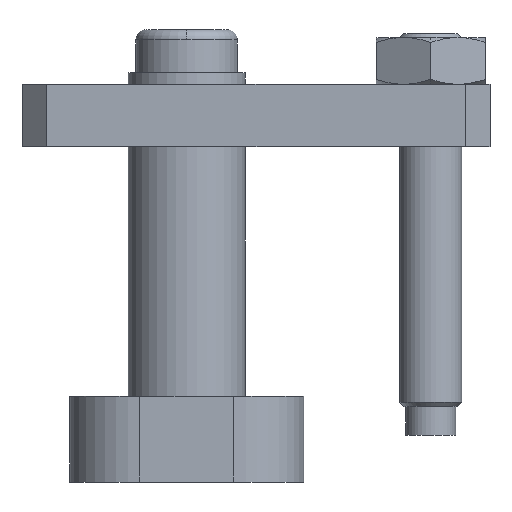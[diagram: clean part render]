
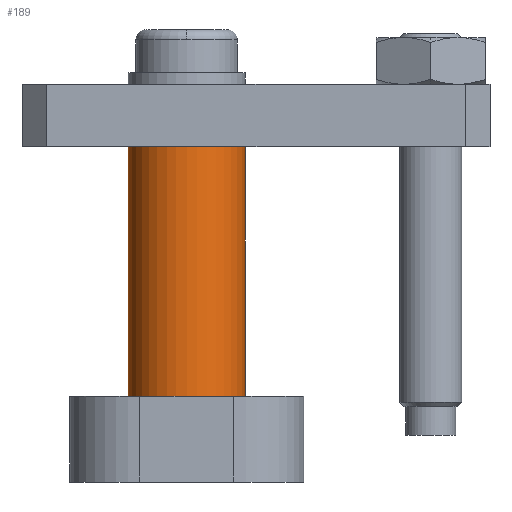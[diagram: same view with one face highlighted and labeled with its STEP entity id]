
A CAD part, top view. The second image highlights one B-rep face of the part: STEP entity #189.
In plain terms, the highlighted cylindrical face has radius 7.5 mm (diameter 15 mm), a partial arc.
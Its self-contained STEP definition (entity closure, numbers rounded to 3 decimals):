
#189=ADVANCED_FACE('',(#465),#466,.T.);
#465=FACE_OUTER_BOUND('',#846,.T.);
#466=CYLINDRICAL_SURFACE('',#847,7.5);
#846=EDGE_LOOP('',(#1322,#1323,#1324,#1325));
#847=AXIS2_PLACEMENT_3D('',#1326,#1327,#1328);
#1322=ORIENTED_EDGE('',*,*,#2138,.T.);
#1323=ORIENTED_EDGE('',*,*,#2151,.F.);
#1324=ORIENTED_EDGE('',*,*,#2140,.T.);
#1325=ORIENTED_EDGE('',*,*,#2152,.F.);
#1326=CARTESIAN_POINT('',(21.1,-16.0,0.0));
#1327=DIRECTION('',(-0.0,1.0,0.0));
#1328=DIRECTION('',(1.0,0.0,0.0));
#2138=EDGE_CURVE('',#2530,#2531,#2532,.T.);
#2140=EDGE_CURVE('',#2535,#2533,#2536,.T.);
#2151=EDGE_CURVE('',#2535,#2531,#2551,.T.);
#2152=EDGE_CURVE('',#2530,#2533,#2552,.T.);
#2530=VERTEX_POINT('',#3083);
#2531=VERTEX_POINT('',#3084);
#2532=LINE('',#3085,#3086);
#2533=VERTEX_POINT('',#3087);
#2535=VERTEX_POINT('',#3089);
#2536=LINE('',#3090,#3091);
#2551=CIRCLE('',#3108,7.5);
#2552=CIRCLE('',#3109,7.5);
#3083=CARTESIAN_POINT('',(28.6,-32.0,0.0));
#3084=CARTESIAN_POINT('',(28.6,0.0,0.0));
#3085=CARTESIAN_POINT('',(28.6,-16.0,0.));
#3086=VECTOR('',#3927,1.0);
#3087=CARTESIAN_POINT('',(13.6,-32.0,0.));
#3089=CARTESIAN_POINT('',(13.6,0.0,0.));
#3090=CARTESIAN_POINT('',(13.6,-16.0,0.));
#3091=VECTOR('',#3931,1.0);
#3108=AXIS2_PLACEMENT_3D('',#3949,#3950,#3951);
#3109=AXIS2_PLACEMENT_3D('',#3952,#3953,#3954);
#3927=DIRECTION('',(0.0,1.0,0.0));
#3931=DIRECTION('',(-0.0,-1.0,-0.0));
#3949=CARTESIAN_POINT('',(21.1,0.0,0.0));
#3950=DIRECTION('',(-0.0,1.0,0.0));
#3951=DIRECTION('',(1.0,0.0,0.0));
#3952=CARTESIAN_POINT('',(21.1,-32.0,0.0));
#3953=DIRECTION('',(0.0,-1.0,0.0));
#3954=DIRECTION('',(1.0,0.0,0.0));
